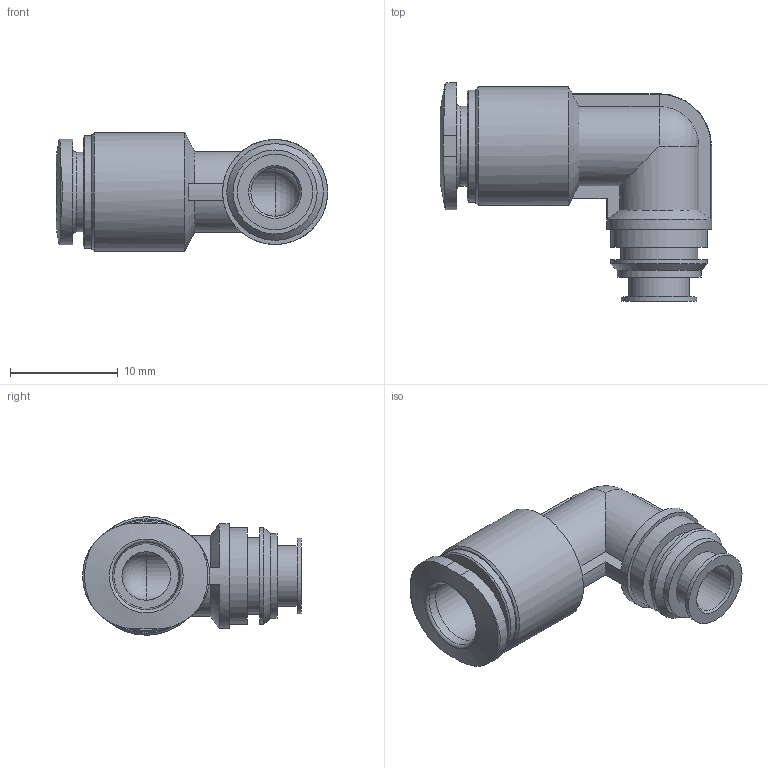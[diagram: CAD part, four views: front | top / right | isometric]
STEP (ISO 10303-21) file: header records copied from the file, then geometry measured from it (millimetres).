
FILE_DESCRIPTION(/* description */ ('STEP AP214'),/* implementation_level */ '2;1');
FILE_NAME(/* name */ '132602_QSPLK10-6',/* time_stamp */ '2024-09-14T14:33:42+02:00',/* author */ ('License CC BY-ND 4.0'),/* organization */ ('CADENAS'),/* preprocessor_version */ 'ST-DEVELOPER v19.3',/* originating_system */ 'PARTsolutions',/* authorisation */ ' ');
FILE_SCHEMA (('AUTOMOTIVE_DESIGN {1 0 10303 214 3 1 1}'));
Length unit declared in the file: millimetre
Products named in the file (1): 132602 QSPLK10-6
Bounding box: 25.18 x 20.3 x 11 mm (x, y, z)
Volume: 1465.9 mm3; surface area: 1861.9 mm2
Topology: 1 solids, 1 shells, 57 faces, 131 edges, 83 vertices
Faces by surface type: cylinder 21, plane 20, cone 9, torus 5, sphere 2
Full cylindrical faces by diameter (mm): 4.5 x2, 5.65 x1, 6 x1, 7 x1, 7.15 x1, 7.4 x1, 7.8 x1, 8.97 x2, 9.75 x1, 10.4 x1, 11 x1
Entity records: 1916 total; most frequent: CARTESIAN_POINT 295, DIRECTION 262, ORIENTED_EDGE 208, AXIS2_PLACEMENT_3D 118, EDGE_CURVE 104, EDGE_LOOP 89, FACE_BOUND 89, VERTEX_POINT 79
